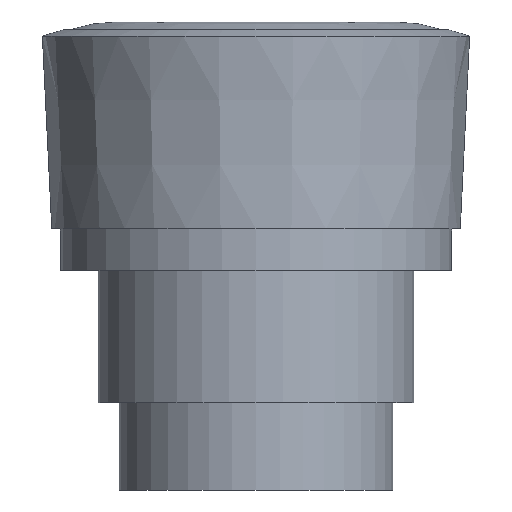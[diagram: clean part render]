
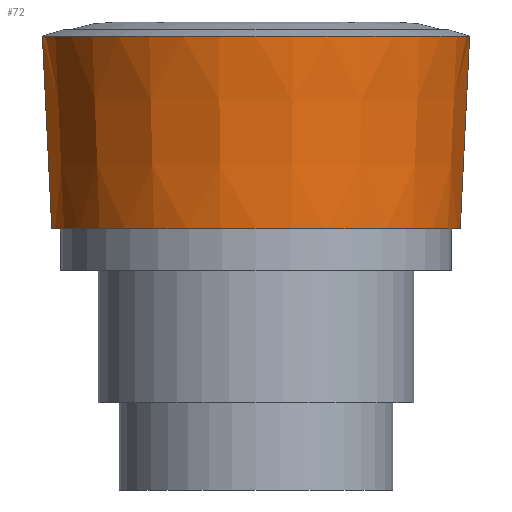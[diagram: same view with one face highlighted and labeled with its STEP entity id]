
A CAD part, left-side view. The second image highlights one B-rep face of the part: STEP entity #72.
In plain terms, the highlighted conical face has half-angle 2.791 degrees and reference radius 13.575 mm.
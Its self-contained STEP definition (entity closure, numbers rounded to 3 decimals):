
#72=ADVANCED_FACE('',(#146),#147,.T.);
#146=FACE_OUTER_BOUND('',#250,.T.);
#147=CONICAL_SURFACE('',#251,13.575,0.049);
#250=EDGE_LOOP('',(#410,#411,#412,#413));
#251=AXIS2_PLACEMENT_3D('',#414,#415,#416);
#410=ORIENTED_EDGE('',*,*,#460,.T.);
#411=ORIENTED_EDGE('',*,*,#493,.F.);
#412=ORIENTED_EDGE('',*,*,#462,.T.);
#413=ORIENTED_EDGE('',*,*,#491,.T.);
#414=CARTESIAN_POINT('',(0.,0.,-0.25));
#415=DIRECTION('',(0.,0.,1.0));
#416=DIRECTION('',(0.,-1.0,0.));
#460=EDGE_CURVE('',#525,#521,#526,.T.);
#462=EDGE_CURVE('',#517,#527,#529,.T.);
#491=EDGE_CURVE('',#527,#525,#570,.T.);
#493=EDGE_CURVE('',#517,#521,#572,.T.);
#517=VERTEX_POINT('',#616);
#521=VERTEX_POINT('',#621);
#525=VERTEX_POINT('',#626);
#526=LINE('',#627,#628);
#527=VERTEX_POINT('',#629);
#529=LINE('',#631,#632);
#570=CIRCLE('',#679,13.575);
#572=CIRCLE('',#681,14.2);
#616=CARTESIAN_POINT('',(0.,14.2,12.571));
#621=CARTESIAN_POINT('',(0.,-14.2,12.571));
#626=CARTESIAN_POINT('',(0.,-13.575,-0.25));
#627=CARTESIAN_POINT('',(0.,-13.575,-0.25));
#628=VECTOR('',#710,1.0);
#629=CARTESIAN_POINT('',(0.,13.575,-0.25));
#631=CARTESIAN_POINT('',(0.,13.575,-0.25));
#632=VECTOR('',#714,1.0);
#679=AXIS2_PLACEMENT_3D('',#757,#758,#759);
#681=AXIS2_PLACEMENT_3D('',#760,#761,#762);
#710=DIRECTION('',(0.,-0.049,0.999));
#714=DIRECTION('',(0.,-0.049,-0.999));
#757=CARTESIAN_POINT('',(0.,0.,-0.25));
#758=DIRECTION('',(0.,0.,1.0));
#759=DIRECTION('',(0.,-1.0,0.));
#760=CARTESIAN_POINT('',(0.,0.,12.571));
#761=DIRECTION('',(0.,0.,1.0));
#762=DIRECTION('',(0.,-1.0,0.));
